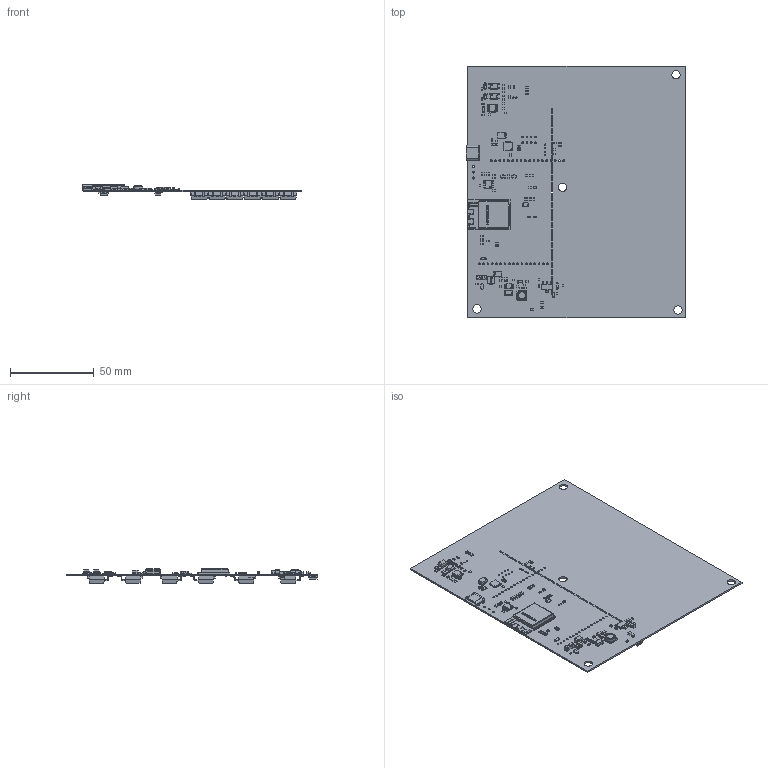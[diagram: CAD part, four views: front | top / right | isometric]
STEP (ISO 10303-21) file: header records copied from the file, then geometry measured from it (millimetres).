
FILE_DESCRIPTION(('KiCad electronic assembly'),'2;1');
FILE_NAME('MoonitorV4.step','2023-10-01T00:06:44',('Pcbnew'),('Kicad'), 'Open CASCADE STEP processor 7.5','KiCad to STEP converter','Unknown' );
FILE_SCHEMA(('AUTOMOTIVE_DESIGN { 1 0 10303 214 1 1 1 1 }'));
Length unit declared in the file: millimetre
Products named in the file (50): MoonitorV4 1; L_TDK_SLF6025; SOLID; D_SMA; R_0805_2012Metric; R_0603_1608Metric; sod123 v4; COMPOUND; SOT-23; SRP4020TA series; C_0603_1608Metric; SOIC-8-1EP_3.9x4.9mm_P1.27mm_EP2.35x2.35mm; D_SOD-123; MFSOP6-4_4.4x3.6mm_P1.27mm; LED_0603_1608Metric; R_1206_3216Metric; C_1206_3216Metric; C_0805_2012Metric; DFN-8-1EP_3x2mm_P0.5mm_EP1.36x1.46mm; SOT-223; VSSOP-8_3.0x3.0mm_P0.65mm; ESP-WROOM-32; D_SMB; HRO  TYPE-C-31-M-12; QFN-28-1EP_5x5mm_P0.5mm_EP3.35x3.35mm; 0679H0500-xx; TO-263-2; _autosave-UCFZV0 PCB
Assembly tree (188 placements, depth 3):
  MoonitorV4 1
    L_TDK_SLF6025
      SOLID
    D_SMA  x3
      SOLID
    R_0805_2012Metric
      SOLID
    R_0603_1608Metric  x45
      SOLID
    sod123 v4
      COMPOUND
    SOT-23  x2
      SOLID
    SRP4020TA series
      COMPOUND
    C_0603_1608Metric  x45
      SOLID
    SOIC-8-1EP_3.9x4.9mm_P1.27mm_EP2.35x2.35mm  x2
      SOLID
    D_SOD-123  x5
      SOLID
    MFSOP6-4_4.4x3.6mm_P1.27mm  x2
      SOLID
    LED_0603_1608Metric  x4
      SOLID
    R_1206_3216Metric
      SOLID
    C_1206_3216Metric  x3
      SOLID
    C_0805_2012Metric  x2
      SOLID
    DFN-8-1EP_3x2mm_P0.5mm_EP1.36x1.46mm
      SOLID
    SOT-223
      SOLID
    VSSOP-8_3.0x3.0mm_P0.65mm
      SOLID
    ESP-WROOM-32
      COMPOUND
    D_SMB  x2
      SOLID
    HRO  TYPE-C-31-M-12
      SOLID
    QFN-28-1EP_5x5mm_P0.5mm_EP3.35x3.35mm
      SOLID
    0679H0500-xx
      COMPOUND
    TO-263-2  x36
      COMPOUND
    _autosave-UCFZV0 PCB
Bounding box: 130.65 x 150 x 8.71 mm (x, y, z)
Volume: 37535.3 mm3; surface area: 62999.7 mm2
Topology: 328 solids, 328 shells, 9143 faces, 23876 edges, 15563 vertices
Faces by surface type: plane 6803, cylinder 1797, bspline 455, extrusion 61, sphere 14, cone 10, torus 3
Full cylindrical faces by diameter (mm): 0.2 x1, 0.25 x1, 0.5 x5, 0.6 x2, 0.65 x2, 0.813 x6, 1.016 x42, 1.2 x3, 2.5 x36, 5 x4, 5.8 x1
Entity records: 224150 total; most frequent: CARTESIAN_POINT 51361, DIRECTION 29138, VECTOR 21062, LINE 21001, ORIENTED_EDGE 16484, PCURVE 16484, DEFINITIONAL_REPRESENTATION 16484, EDGE_CURVE 8242
